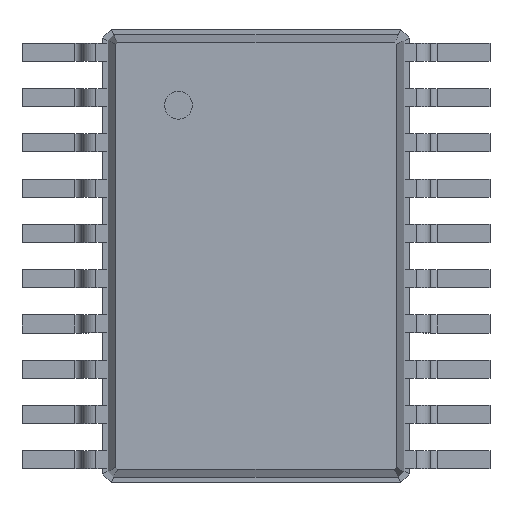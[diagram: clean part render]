
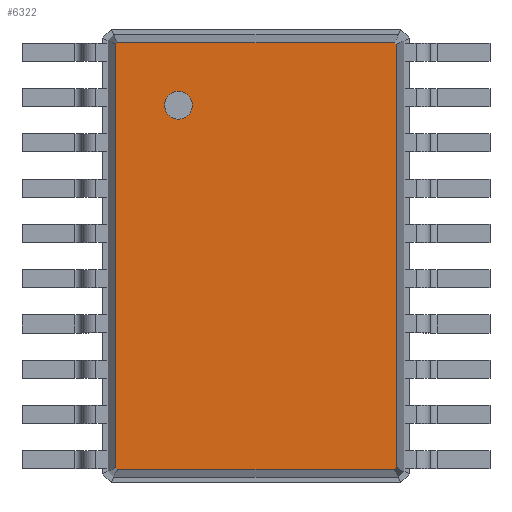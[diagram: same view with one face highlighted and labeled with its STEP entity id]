
A CAD part, top view. The second image highlights one B-rep face of the part: STEP entity #6322.
In plain terms, the highlighted planar face has unit normal (0, 0, 1).
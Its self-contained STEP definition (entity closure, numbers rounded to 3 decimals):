
#13=DIRECTION('',(0.,0.,1.));
#27=VECTOR('',#28,1.);
#28=DIRECTION('',(1.,0.,0.));
#34=VECTOR('',#35,1.);
#35=DIRECTION('',(0.,-1.,0.));
#118=VECTOR('',#119,1.);
#119=DIRECTION('',(0.707,0.707,0.));
#125=VECTOR('',#126,1.);
#126=DIRECTION('',(0.,1.,0.));
#132=VECTOR('',#133,1.);
#133=DIRECTION('',(-0.707,0.707,0.));
#139=VECTOR('',#140,1.);
#140=DIRECTION('',(-1.,0.,0.));
#146=VECTOR('',#147,1.);
#147=DIRECTION('',(-0.707,-0.707,0.));
#156=VECTOR('',#157,1.);
#157=DIRECTION('',(0.707,-0.707,0.));
#2895=DIRECTION('',(0.,0.,-1.));
#4374=VERTEX_POINT('',#4375);
#4375=CARTESIAN_POINT('',(1.987,3.064,1.6));
#4378=EDGE_CURVE('',#4379,#4374,#4381,.T.);
#4379=VERTEX_POINT('',#4380);
#4380=CARTESIAN_POINT('',(-1.987,3.064,1.6));
#4381=LINE('',#4380,#27);
#4392=EDGE_CURVE('',#4393,#4379,#4395,.T.);
#4393=VERTEX_POINT('',#4394);
#4394=CARTESIAN_POINT('',(-2.014,3.037,1.6));
#4395=LINE('',#4394,#118);
#4406=VERTEX_POINT('',#4407);
#4407=CARTESIAN_POINT('',(2.014,3.037,1.6));
#4410=EDGE_CURVE('',#4374,#4406,#4411,.T.);
#4411=LINE('',#4375,#156);
#4450=EDGE_CURVE('',#4451,#4393,#4453,.T.);
#4451=VERTEX_POINT('',#4452);
#4452=CARTESIAN_POINT('',(-2.014,-3.037,1.6));
#4453=LINE('',#4452,#125);
#5385=VERTEX_POINT('',#5386);
#5386=CARTESIAN_POINT('',(2.014,-3.037,1.6));
#5389=EDGE_CURVE('',#4406,#5385,#5390,.T.);
#5390=LINE('',#4407,#34);
#6290=EDGE_CURVE('',#6291,#4451,#6293,.T.);
#6291=VERTEX_POINT('',#6292);
#6292=CARTESIAN_POINT('',(-1.987,-3.064,1.6));
#6293=LINE('',#6292,#132);
#6304=VERTEX_POINT('',#6305);
#6305=CARTESIAN_POINT('',(1.987,-3.064,1.6));
#6308=EDGE_CURVE('',#5385,#6304,#6309,.T.);
#6309=LINE('',#5386,#146);
#6318=EDGE_CURVE('',#6304,#6291,#6319,.T.);
#6319=LINE('',#6305,#139);
#6322=ADVANCED_FACE('',(#6323,#6333),#6342,.F.);
#6323=FACE_BOUND('',#6324,.F.);
#6324=EDGE_LOOP('',(#6325,#6326,#6327,#6328,#6329,#6330,#6331,#6332));
#6325=ORIENTED_EDGE('',*,*,#4378,.T.);
#6326=ORIENTED_EDGE('',*,*,#4410,.T.);
#6327=ORIENTED_EDGE('',*,*,#5389,.T.);
#6328=ORIENTED_EDGE('',*,*,#6308,.T.);
#6329=ORIENTED_EDGE('',*,*,#6318,.T.);
#6330=ORIENTED_EDGE('',*,*,#6290,.T.);
#6331=ORIENTED_EDGE('',*,*,#4450,.T.);
#6332=ORIENTED_EDGE('',*,*,#4392,.T.);
#6333=FACE_BOUND('',#6334,.F.);
#6334=EDGE_LOOP('',(#6335));
#6335=ORIENTED_EDGE('',*,*,#6336,.T.);
#6336=EDGE_CURVE('',#6337,#6337,#6339,.T.);
#6337=VERTEX_POINT('',#6338);
#6338=CARTESIAN_POINT('',(-1.114,1.964,1.6));
#6339=CIRCLE('',#6340,0.2);
#6340=AXIS2_PLACEMENT_3D('',#6341,#13,#35);
#6341=CARTESIAN_POINT('',(-1.114,2.164,1.6));
#6342=PLANE('',#6343);
#6343=AXIS2_PLACEMENT_3D('',#4380,#2895,#6344);
#6344=DIRECTION('',(0.544,-0.839,0.));
